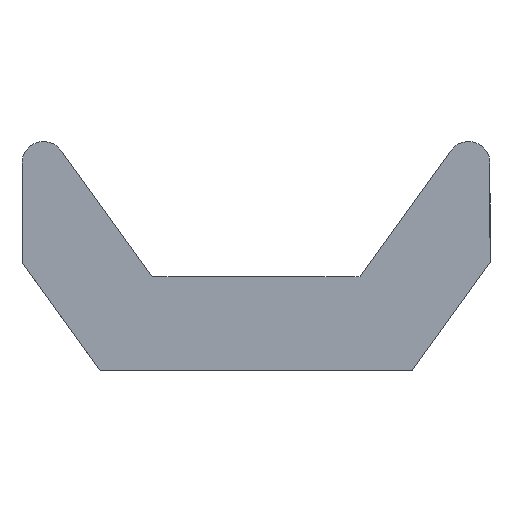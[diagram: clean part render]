
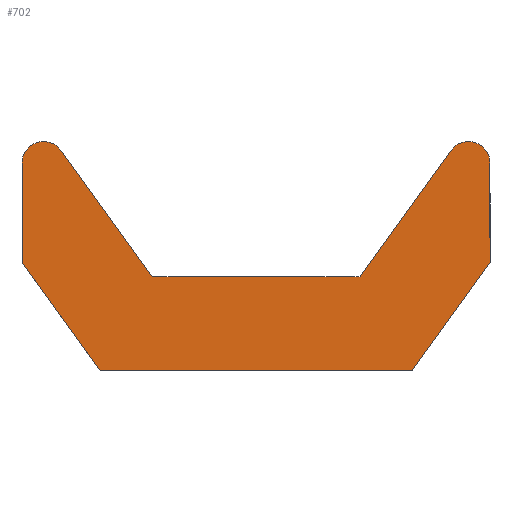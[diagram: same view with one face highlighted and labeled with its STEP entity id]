
A CAD part, front view. The second image highlights one B-rep face of the part: STEP entity #702.
In plain terms, the highlighted planar face has unit normal (0, -1, 0).
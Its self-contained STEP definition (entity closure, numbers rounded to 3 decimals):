
#3 = CARTESIAN_POINT ( 'NONE',  ( 9.378, -7.5, 10.571 ) ) ;
#18 = CARTESIAN_POINT ( 'NONE',  ( 7.5, -7.5, 0. ) ) ;
#20 = VECTOR ( 'NONE', #737, 1000. ) ;
#44 = VERTEX_POINT ( 'NONE', #151 ) ;
#72 = AXIS2_PLACEMENT_3D ( 'NONE', #820, #981, #565 ) ;
#79 = CIRCLE ( 'NONE', #245, 1.034 ) ;
#82 = VECTOR ( 'NONE', #520, 1000. ) ;
#90 = CARTESIAN_POINT ( 'NONE',  ( -11.25, -7.5, 4.609 ) ) ;
#94 = VECTOR ( 'NONE', #893, 1000. ) ;
#105 = ORIENTED_EDGE ( 'NONE', *, *, #541, .T. ) ;
#135 = CARTESIAN_POINT ( 'NONE',  ( 5., -7.5, 4.5 ) ) ;
#141 = LINE ( 'NONE', #90, #395 ) ;
#146 = VERTEX_POINT ( 'NONE', #534 ) ;
#150 = CARTESIAN_POINT ( 'NONE',  ( -10.216, -7.5, 9.966 ) ) ;
#151 = CARTESIAN_POINT ( 'NONE',  ( 11.25, -7.5, 9.966 ) ) ;
#158 = LINE ( 'NONE', #596, #172 ) ;
#168 = EDGE_CURVE ( 'NONE', #44, #381, #79, .T. ) ;
#172 = VECTOR ( 'NONE', #526, 1000. ) ;
#184 = AXIS2_PLACEMENT_3D ( 'NONE', #1083, #392, #830 ) ;
#196 = LINE ( 'NONE', #740, #20 ) ;
#216 = EDGE_CURVE ( 'NONE', #294, #572, #944, .T. ) ;
#225 = EDGE_CURVE ( 'NONE', #415, #623, #889, .T. ) ;
#244 = VERTEX_POINT ( 'NONE', #653 ) ;
#245 = AXIS2_PLACEMENT_3D ( 'NONE', #298, #388, #464 ) ;
#257 = ORIENTED_EDGE ( 'NONE', *, *, #275, .F. ) ;
#267 = VECTOR ( 'NONE', #341, 1000. ) ;
#275 = EDGE_CURVE ( 'NONE', #375, #294, #196, .T. ) ;
#294 = VERTEX_POINT ( 'NONE', #595 ) ;
#298 = CARTESIAN_POINT ( 'NONE',  ( 10.216, -7.5, 9.966 ) ) ;
#315 = PLANE ( 'NONE',  #184 ) ;
#335 = ORIENTED_EDGE ( 'NONE', *, *, #225, .T. ) ;
#341 = DIRECTION ( 'NONE',  ( 0., 0., 1. ) ) ;
#354 = EDGE_CURVE ( 'NONE', #827, #621, #879, .T. ) ;
#358 = ORIENTED_EDGE ( 'NONE', *, *, #1026, .T. ) ;
#375 = VERTEX_POINT ( 'NONE', #687 ) ;
#377 = EDGE_CURVE ( 'NONE', #244, #572, #141, .T. ) ;
#381 = VERTEX_POINT ( 'NONE', #844 ) ;
#384 = ORIENTED_EDGE ( 'NONE', *, *, #168, .T. ) ;
#388 = DIRECTION ( 'NONE',  ( 0., -1., 0. ) ) ;
#392 = DIRECTION ( 'NONE',  ( 0., -1., 0. ) ) ;
#393 = EDGE_CURVE ( 'NONE', #1042, #44, #967, .T. ) ;
#395 = VECTOR ( 'NONE', #421, 1000. ) ;
#415 = VERTEX_POINT ( 'NONE', #435 ) ;
#421 = DIRECTION ( 'NONE',  ( 0., 0., -1. ) ) ;
#435 = CARTESIAN_POINT ( 'NONE',  ( -9.378, -7.5, 10.571 ) ) ;
#442 = FACE_OUTER_BOUND ( 'NONE', #650, .T. ) ;
#464 = DIRECTION ( 'NONE',  ( 0., 0., 1. ) ) ;
#477 = AXIS2_PLACEMENT_3D ( 'NONE', #943, #699, #783 ) ;
#487 = DIRECTION ( 'NONE',  ( 0., -1., 0. ) ) ;
#498 = ORIENTED_EDGE ( 'NONE', *, *, #216, .F. ) ;
#503 = DIRECTION ( 'NONE',  ( 0., 0., 1. ) ) ;
#512 = VECTOR ( 'NONE', #700, 1000. ) ;
#517 = ORIENTED_EDGE ( 'NONE', *, *, #354, .T. ) ;
#520 = DIRECTION ( 'NONE',  ( -0.585, 0., -0.811 ) ) ;
#523 = VECTOR ( 'NONE', #998, 1000. ) ;
#526 = DIRECTION ( 'NONE',  ( -0.585, 0., 0.811 ) ) ;
#530 = CARTESIAN_POINT ( 'NONE',  ( 11.25, -7.5, 5.2 ) ) ;
#534 = CARTESIAN_POINT ( 'NONE',  ( -5., -7.5, 4.5 ) ) ;
#541 = EDGE_CURVE ( 'NONE', #623, #244, #797, .T. ) ;
#550 = EDGE_CURVE ( 'NONE', #621, #146, #715, .T. ) ;
#565 = DIRECTION ( 'NONE',  ( 0., 0., 1. ) ) ;
#572 = VERTEX_POINT ( 'NONE', #642 ) ;
#593 = CARTESIAN_POINT ( 'NONE',  ( 9.378, -7.5, 10.571 ) ) ;
#595 = CARTESIAN_POINT ( 'NONE',  ( -7.5, -7.5, 0. ) ) ;
#596 = CARTESIAN_POINT ( 'NONE',  ( -5., -7.5, 4.5 ) ) ;
#621 = VERTEX_POINT ( 'NONE', #135 ) ;
#623 = VERTEX_POINT ( 'NONE', #730 ) ;
#634 = LINE ( 'NONE', #18, #512 ) ;
#642 = CARTESIAN_POINT ( 'NONE',  ( -11.25, -7.5, 5.2 ) ) ;
#650 = EDGE_LOOP ( 'NONE', ( #772, #498, #257, #358, #1088, #384, #1030, #517, #1062, #936, #335, #105 ) ) ;
#653 = CARTESIAN_POINT ( 'NONE',  ( -11.25, -7.5, 9.966 ) ) ;
#662 = CIRCLE ( 'NONE', #477, 1.034 ) ;
#687 = CARTESIAN_POINT ( 'NONE',  ( 7.5, -7.5, 0. ) ) ;
#699 = DIRECTION ( 'NONE',  ( 0., -1., 0. ) ) ;
#700 = DIRECTION ( 'NONE',  ( 0.585, 0., 0.811 ) ) ;
#702 = ADVANCED_FACE ( 'NONE', ( #442 ), #315, .T. ) ;
#715 = LINE ( 'NONE', #735, #94 ) ;
#730 = CARTESIAN_POINT ( 'NONE',  ( -10.216, -7.5, 11. ) ) ;
#735 = CARTESIAN_POINT ( 'NONE',  ( 0., -7.5, 4.5 ) ) ;
#737 = DIRECTION ( 'NONE',  ( -1., 0., 0. ) ) ;
#740 = CARTESIAN_POINT ( 'NONE',  ( 7.5, -7.5, 0. ) ) ;
#772 = ORIENTED_EDGE ( 'NONE', *, *, #377, .T. ) ;
#779 = AXIS2_PLACEMENT_3D ( 'NONE', #150, #487, #503 ) ;
#783 = DIRECTION ( 'NONE',  ( 0., 0., 1. ) ) ;
#797 = CIRCLE ( 'NONE', #72, 1.034 ) ;
#820 = CARTESIAN_POINT ( 'NONE',  ( -10.216, -7.5, 9.966 ) ) ;
#827 = VERTEX_POINT ( 'NONE', #3 ) ;
#830 = DIRECTION ( 'NONE',  ( 0., 0., -1. ) ) ;
#844 = CARTESIAN_POINT ( 'NONE',  ( 10.216, -7.5, 11. ) ) ;
#852 = CARTESIAN_POINT ( 'NONE',  ( 11.25, -7.5, 4.609 ) ) ;
#879 = LINE ( 'NONE', #593, #82 ) ;
#889 = CIRCLE ( 'NONE', #779, 1.034 ) ;
#893 = DIRECTION ( 'NONE',  ( -1., 0., 0. ) ) ;
#936 = ORIENTED_EDGE ( 'NONE', *, *, #976, .T. ) ;
#943 = CARTESIAN_POINT ( 'NONE',  ( 10.216, -7.5, 9.966 ) ) ;
#944 = LINE ( 'NONE', #1081, #523 ) ;
#967 = LINE ( 'NONE', #852, #267 ) ;
#976 = EDGE_CURVE ( 'NONE', #146, #415, #158, .T. ) ;
#981 = DIRECTION ( 'NONE',  ( 0., -1., 0. ) ) ;
#998 = DIRECTION ( 'NONE',  ( -0.585, 0., 0.811 ) ) ;
#1026 = EDGE_CURVE ( 'NONE', #375, #1042, #634, .T. ) ;
#1030 = ORIENTED_EDGE ( 'NONE', *, *, #1051, .T. ) ;
#1042 = VERTEX_POINT ( 'NONE', #530 ) ;
#1051 = EDGE_CURVE ( 'NONE', #381, #827, #662, .T. ) ;
#1062 = ORIENTED_EDGE ( 'NONE', *, *, #550, .T. ) ;
#1081 = CARTESIAN_POINT ( 'NONE',  ( -7.5, -7.5, 0. ) ) ;
#1083 = CARTESIAN_POINT ( 'NONE',  ( 0., -7.5, 4.609 ) ) ;
#1088 = ORIENTED_EDGE ( 'NONE', *, *, #393, .T. ) ;
